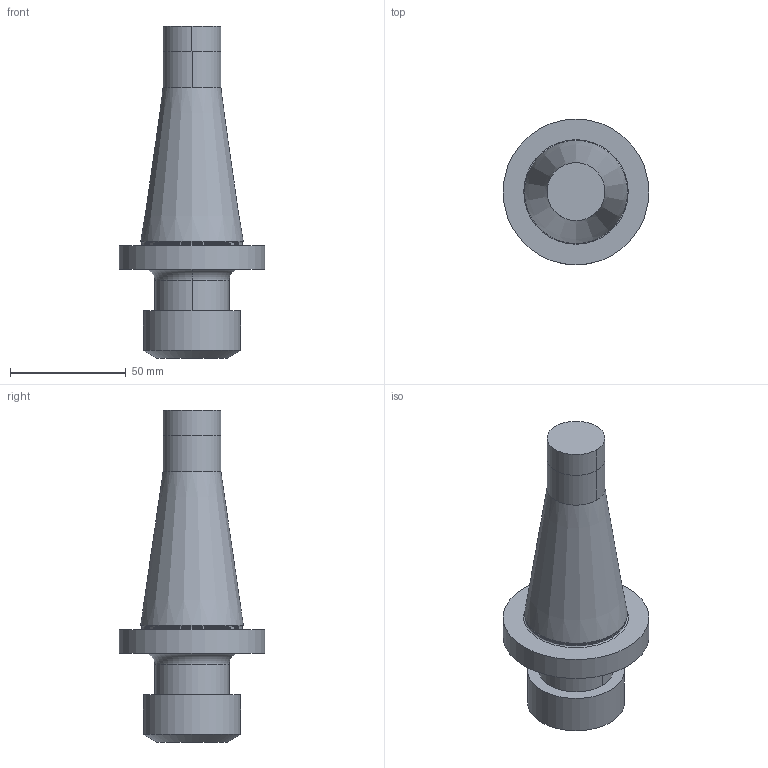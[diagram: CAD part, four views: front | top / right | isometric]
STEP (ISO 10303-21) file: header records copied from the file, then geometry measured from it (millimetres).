
FILE_DESCRIPTION(/* description */ (''),/* implementation_level */ '2;1');
FILE_NAME(/* name */ '2080.40-CC.ER25.050.stp',/* time_stamp */ '2024-06-19T15:29:35+02:00',/* author */ (''),/* organization */ (''),/* preprocessor_version */ 'ST-DEVELOPER v16.7',/* originating_system */ 'SIEMENS PLM Software NX 12.0',/* authorisation */ '');
FILE_SCHEMA (('AUTOMOTIVE_DESIGN { 1 0 10303 214 3 1 1 1 }'));
Length unit declared in the file: millimetre
Products named in the file (1): pf662B9C4854b8t9
Bounding box: 63 x 63 x 143.4 mm (x, y, z)
Volume: 153585.3 mm3; surface area: 21933.4 mm2
Topology: 1 solids, 1 shells, 25 faces, 50 edges, 30 vertices
Faces by surface type: cylinder 10, torus 6, plane 5, cone 4
Full cylindrical faces by diameter (mm): 41.9 x1, 63 x1
Entity records: 747 total; most frequent: DIRECTION 144, CARTESIAN_POINT 115, ORIENTED_EDGE 102, AXIS2_PLACEMENT_3D 64, EDGE_CURVE 51, CIRCLE 35, VERTEX_POINT 35, EDGE_LOOP 32
